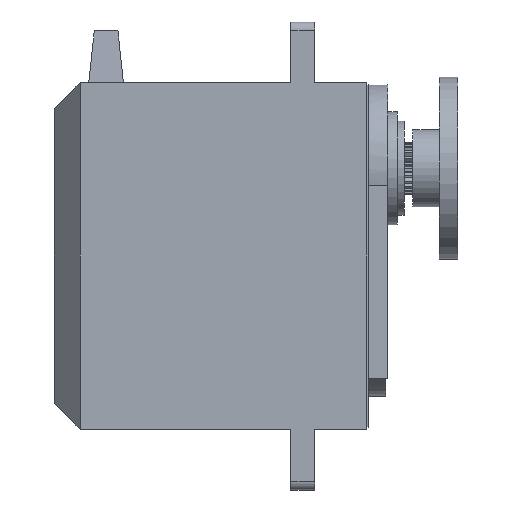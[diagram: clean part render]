
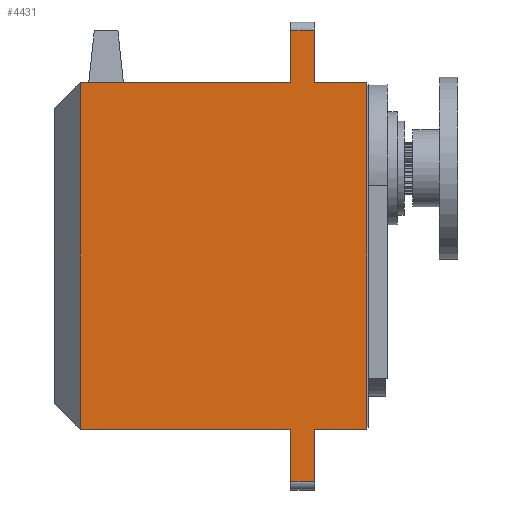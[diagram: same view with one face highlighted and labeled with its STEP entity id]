
A CAD part, left-side view. The second image highlights one B-rep face of the part: STEP entity #4431.
In plain terms, the highlighted face is planar.
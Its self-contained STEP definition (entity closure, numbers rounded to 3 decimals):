
#181=FACE_OUTER_BOUND('',#412,.T.);
#412=EDGE_LOOP('',(#2803,#2804,#2805,#2806,#2807,#2808,#2809,#2810,#2811,
#2812,#2813,#2814));
#660=LINE('',#6324,#1101);
#666=LINE('',#6337,#1107);
#673=LINE('',#6351,#1114);
#680=LINE('',#6365,#1121);
#690=LINE('',#6383,#1131);
#691=LINE('',#6386,#1132);
#692=LINE('',#6388,#1133);
#693=LINE('',#6389,#1134);
#694=LINE('',#6391,#1135);
#695=LINE('',#6393,#1136);
#696=LINE('',#6394,#1137);
#697=LINE('',#6395,#1138);
#1101=VECTOR('',#5104,24.325);
#1107=VECTOR('',#5112,24.325);
#1114=VECTOR('',#5121,40.);
#1121=VECTOR('',#5130,6.025);
#1131=VECTOR('',#5144,6.025);
#1132=VECTOR('',#5147,6.025);
#1133=VECTOR('',#5148,2.75);
#1134=VECTOR('',#5149,6.025);
#1135=VECTOR('',#5150,6.025);
#1136=VECTOR('',#5151,2.75);
#1137=VECTOR('',#5152,6.025);
#1138=VECTOR('',#5153,40.);
#1695=VERTEX_POINT('',#6321);
#1696=VERTEX_POINT('',#6323);
#1701=VERTEX_POINT('',#6335);
#1702=VERTEX_POINT('',#6336);
#1706=VERTEX_POINT('',#6345);
#1708=VERTEX_POINT('',#6349);
#1714=VERTEX_POINT('',#6362);
#1720=VERTEX_POINT('',#6381);
#1721=VERTEX_POINT('',#6385);
#1722=VERTEX_POINT('',#6387);
#1723=VERTEX_POINT('',#6390);
#1724=VERTEX_POINT('',#6392);
#2123=EDGE_CURVE('',#1696,#1695,#660,.T.);
#2129=EDGE_CURVE('',#1701,#1702,#666,.T.);
#2136=EDGE_CURVE('',#1706,#1708,#673,.T.);
#2143=EDGE_CURVE('',#1706,#1714,#680,.T.);
#2153=EDGE_CURVE('',#1708,#1720,#690,.T.);
#2154=EDGE_CURVE('',#1701,#1721,#691,.T.);
#2155=EDGE_CURVE('',#1721,#1722,#692,.F.);
#2156=EDGE_CURVE('',#1714,#1722,#693,.T.);
#2157=EDGE_CURVE('',#1720,#1723,#694,.T.);
#2158=EDGE_CURVE('',#1723,#1724,#695,.T.);
#2159=EDGE_CURVE('',#1696,#1724,#696,.T.);
#2160=EDGE_CURVE('',#1695,#1702,#697,.T.);
#2803=ORIENTED_EDGE('',*,*,#2154,.T.);
#2804=ORIENTED_EDGE('',*,*,#2155,.T.);
#2805=ORIENTED_EDGE('',*,*,#2156,.F.);
#2806=ORIENTED_EDGE('',*,*,#2143,.F.);
#2807=ORIENTED_EDGE('',*,*,#2136,.T.);
#2808=ORIENTED_EDGE('',*,*,#2153,.T.);
#2809=ORIENTED_EDGE('',*,*,#2157,.T.);
#2810=ORIENTED_EDGE('',*,*,#2158,.T.);
#2811=ORIENTED_EDGE('',*,*,#2159,.F.);
#2812=ORIENTED_EDGE('',*,*,#2123,.T.);
#2813=ORIENTED_EDGE('',*,*,#2160,.T.);
#2814=ORIENTED_EDGE('',*,*,#2129,.F.);
#4042=PLANE('',#4703);
#4431=ADVANCED_FACE('',(#181),#4042,.T.);
#4703=AXIS2_PLACEMENT_3D('',#6384,#5145,#5146);
#5104=DIRECTION('',(0.,0.,-1.));
#5112=DIRECTION('',(0.,0.,-1.));
#5121=DIRECTION('',(-1.,0.,0.));
#5130=DIRECTION('',(0.,0.,-1.));
#5144=DIRECTION('',(0.,0.,-1.));
#5145=DIRECTION('center_axis',(0.,-1.,0.));
#5146=DIRECTION('ref_axis',(0.,0.,-1.));
#5147=DIRECTION('',(1.,0.,0.));
#5148=DIRECTION('',(0.,0.,-1.));
#5149=DIRECTION('',(1.,0.,0.));
#5150=DIRECTION('',(-1.,0.,0.));
#5151=DIRECTION('',(0.,0.,-1.));
#5152=DIRECTION('',(-1.,0.,0.));
#5153=DIRECTION('',(1.,0.,0.));
#6321=CARTESIAN_POINT('',(-20.,-9.875,-24.325));
#6323=CARTESIAN_POINT('',(-20.,-9.875,0.));
#6324=CARTESIAN_POINT('',(-20.,-9.875,0.));
#6335=CARTESIAN_POINT('',(20.,-9.875,0.));
#6336=CARTESIAN_POINT('',(20.,-9.875,-24.325));
#6337=CARTESIAN_POINT('',(20.,-9.875,0.));
#6345=CARTESIAN_POINT('',(20.,-9.875,8.775));
#6349=CARTESIAN_POINT('',(-20.,-9.875,8.775));
#6351=CARTESIAN_POINT('',(20.,-9.875,8.775));
#6362=CARTESIAN_POINT('',(20.,-9.875,2.75));
#6365=CARTESIAN_POINT('',(20.,-9.875,8.775));
#6381=CARTESIAN_POINT('',(-20.,-9.875,2.75));
#6383=CARTESIAN_POINT('',(-20.,-9.875,8.775));
#6384=CARTESIAN_POINT('Origin',(0.,-9.875,8.775));
#6385=CARTESIAN_POINT('',(26.025,-9.875,0.));
#6386=CARTESIAN_POINT('',(20.,-9.875,0.));
#6387=CARTESIAN_POINT('',(26.025,-9.875,2.75));
#6388=CARTESIAN_POINT('',(26.025,-9.875,2.75));
#6389=CARTESIAN_POINT('',(20.,-9.875,2.75));
#6390=CARTESIAN_POINT('',(-26.025,-9.875,2.75));
#6391=CARTESIAN_POINT('',(-20.,-9.875,2.75));
#6392=CARTESIAN_POINT('',(-26.025,-9.875,0.));
#6393=CARTESIAN_POINT('',(-26.025,-9.875,2.75));
#6394=CARTESIAN_POINT('',(-20.,-9.875,0.));
#6395=CARTESIAN_POINT('',(-20.,-9.875,-24.325));
